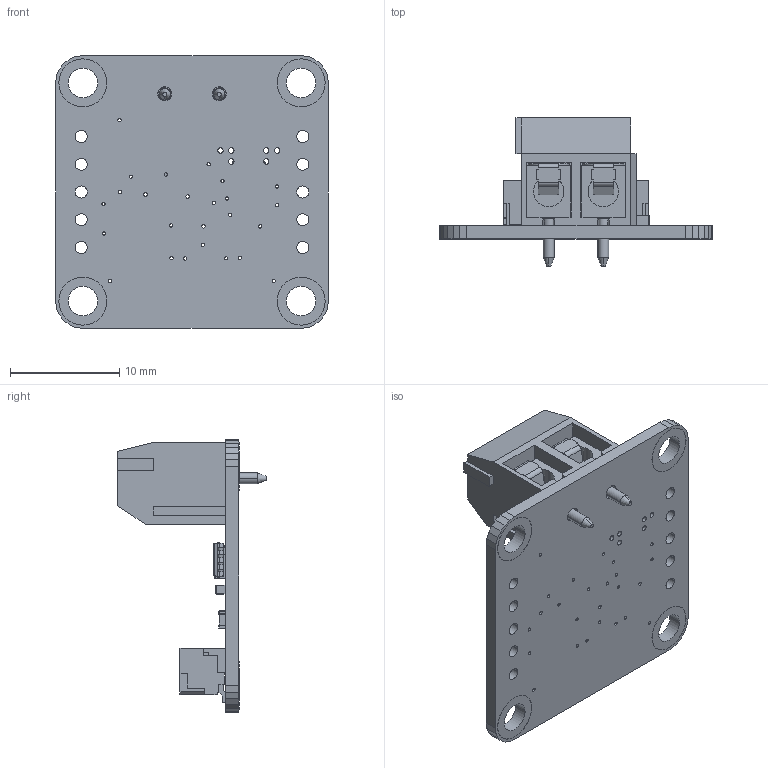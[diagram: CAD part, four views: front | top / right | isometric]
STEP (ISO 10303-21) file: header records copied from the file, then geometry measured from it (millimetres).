
FILE_DESCRIPTION (( 'STEP AP214' ), '1' );
FILE_NAME ('NSE-1131-1.step', '2020-11-24T22:20:04', ( '' ), ( '' ), 'SwSTEP 2.0', 'SolidWorks 2016', '' );
FILE_SCHEMA (( 'AUTOMOTIVE_DESIGN' ));
Length unit declared in the file: millimetre
Products named in the file (10): NSE-1131-1; CON-1012-8; res_0603; OSTTC020162; cap_0603; msop-8; pqfn-16r_3x3x0.5; cap_0402; Board_NSE-1131-1; Module^NSE-1131-1
Assembly tree (12 placements, depth 3):
  NSE-1131-1
    Module^NSE-1131-1
      Board_NSE-1131-1
      cap_0402  x2
      cap_0603
      OSTTC020162
      CON-1012-8
      res_0603  x3
      pqfn-16r_3x3x0.5
      msop-8
Bounding box: 25 x 13.6 x 25 mm (x, y, z)
Volume: 848.7 mm3; surface area: 3418.8 mm2
Topology: 18 solids, 39 shells, 1339 faces, 3651 edges, 2407 vertices
Faces by surface type: plane 907, cylinder 304, bspline 86, cone 24, torus 18
Entity records: 54713 total; most frequent: CARTESIAN_POINT 17267, ORIENTED_EDGE 6634, DIRECTION 5735, EDGE_CURVE 3331, VECTOR 2385, LINE 2385, VERTEX_POINT 2207, AXIS2_PLACEMENT_3D 1675
